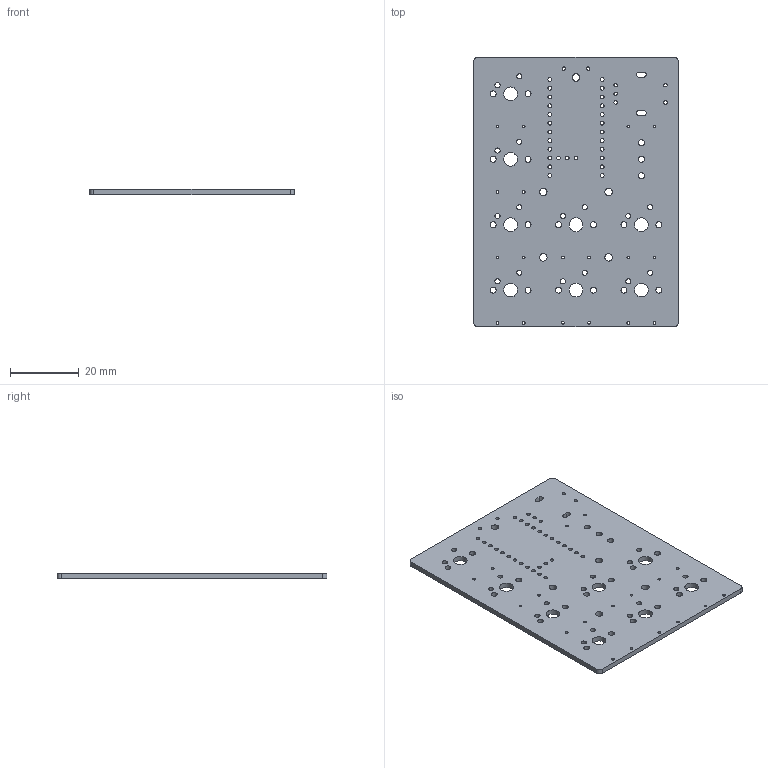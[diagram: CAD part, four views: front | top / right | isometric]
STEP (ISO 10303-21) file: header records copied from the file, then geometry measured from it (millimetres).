
FILE_DESCRIPTION(('KiCad electronic assembly'),'2;1');
FILE_NAME('macroPad.step','2025-06-15T20:06:02',('Pcbnew'),('Kicad'), 'Open CASCADE STEP processor 7.5','KiCad to STEP converter','Unknown' );
FILE_SCHEMA(('AUTOMOTIVE_DESIGN { 1 0 10303 214 1 1 1 1 }'));
Length unit declared in the file: millimetre
Products named in the file (2): macroPad 1; macroPad_PCB
Assembly tree (1 placements, depth 2):
  macroPad 1
    macroPad_PCB
Bounding box: 59.53 x 78.58 x 1.51 mm (x, y, z)
Volume: 6698.1 mm3; surface area: 10025.4 mm2
Topology: 1 solids, 1 shells, 118 faces, 348 edges, 232 vertices
Faces by surface type: cylinder 108, plane 10
Full cylindrical faces by diameter (mm): 0.8 x18, 1 x7, 1.092 x27, 1.5 x16, 1.75 x16, 1.8 x3, 2.2 x5, 4 x8
Entity records: 4504 total; most frequent: DIRECTION 804, CARTESIAN_POINT 700, ORIENTED_EDGE 696, EDGE_CURVE 348, AXIS2_PLACEMENT_3D 336, FACE_BOUND 322, EDGE_LOOP 322, VERTEX_POINT 232
